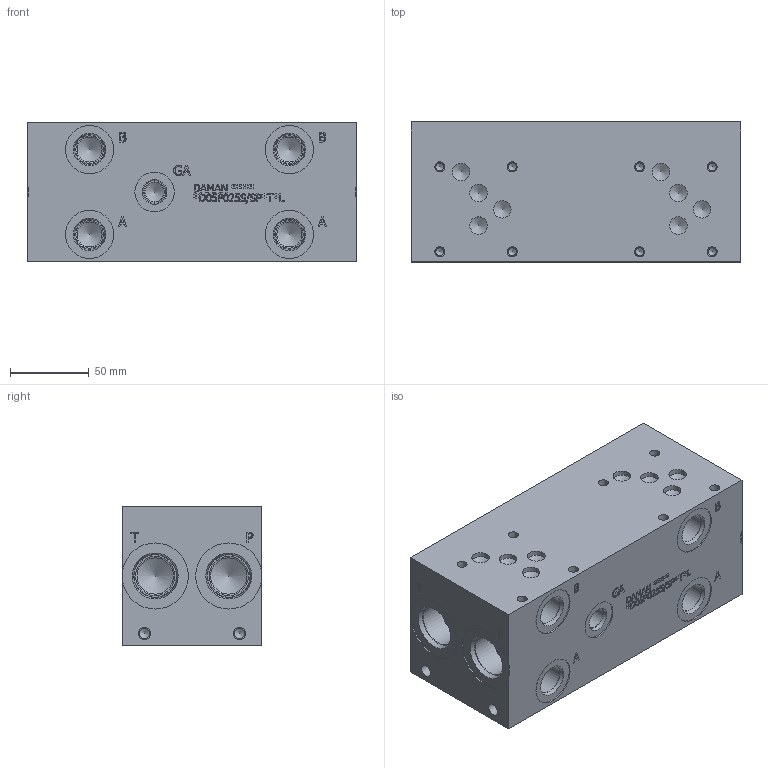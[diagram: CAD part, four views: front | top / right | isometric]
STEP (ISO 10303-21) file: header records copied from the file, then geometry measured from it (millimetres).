
FILE_DESCRIPTION(/* description */ (''),/* implementation_level */ '2;1');
FILE_NAME(/* name */ '_D05P025S_SP_T_L.stp',/* time_stamp */ '2021-07-01T13:17:44-04:00',/* author */ ('anthonyv'),/* organization */ (''),/* preprocessor_version */ 'ST-DEVELOPER v18.1',/* originating_system */ 'Autodesk Inventor 2021',/* authorisation */ '');
FILE_SCHEMA (('AUTOMOTIVE_DESIGN { 1 0 10303 214 3 1 1 }'));
Length unit declared in the file: millimetre
Products named in the file (1): Part_AD05P025S~S~~D_3D
Bounding box: 209.55 x 88.9 x 88.9 mm (x, y, z)
Volume: 1517886.8 mm3; surface area: 116688.9 mm2
Topology: 1 solids, 1 shells, 753 faces, 2059 edges, 1393 vertices
Faces by surface type: plane 428, bspline 183, cylinder 83, cone 59
Full cylindrical faces by diameter (mm): 5.105 x8, 6.35 x8, 6.528 x4, 7.925 x4, 11.125 x8, 12.294 x1, 12.9 x1, 14.275 x1, 14.529 x1, 15.875 x4, 17.475 x1, 17.501 x4, 19.05 x4, 19.253 x4, 22.225 x1, 23.012 x4, 23.698 x1, 24.917 x4, 25.019 x1, 25.4 x1, 26.187 x1, 26.99 x1, 27 x3, 27.381 x1, 27.432 x4, 30.632 x4, 42.037 x4
Entity records: 25263 total; most frequent: CARTESIAN_POINT 6555, ORIENTED_EDGE 4058, DIRECTION 3120, EDGE_CURVE 2029, VERTEX_POINT 1393, LINE 1348, VECTOR 1348, AXIS2_PLACEMENT_3D 886
